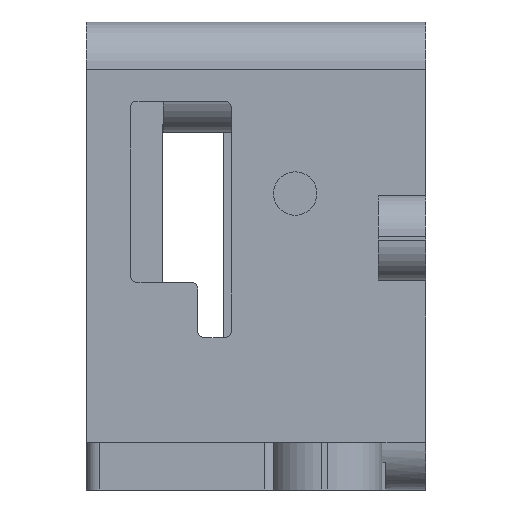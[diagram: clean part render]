
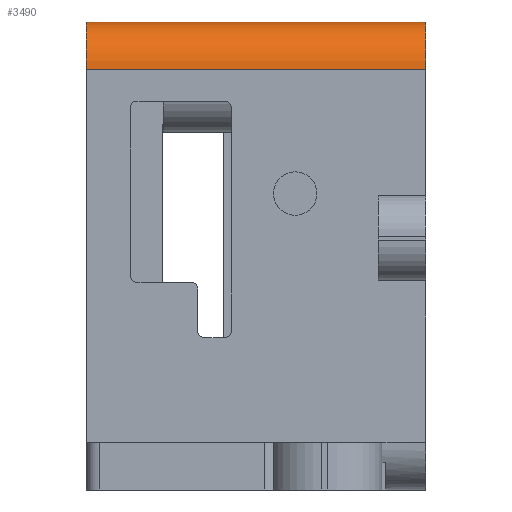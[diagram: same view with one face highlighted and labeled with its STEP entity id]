
A CAD part, left-side view. The second image highlights one B-rep face of the part: STEP entity #3490.
In plain terms, the highlighted cylindrical face has radius 3.5 mm (diameter 7 mm), a partial arc.
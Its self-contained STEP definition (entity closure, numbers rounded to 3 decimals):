
#101 = ORIENTED_EDGE ( 'NONE', *, *, #2600, .F. ) ;
#247 = CARTESIAN_POINT ( 'NONE',  ( -60.051, -26.25, 27.734 ) ) ;
#370 = VERTEX_POINT ( 'NONE', #4965 ) ;
#485 = AXIS2_PLACEMENT_3D ( 'NONE', #4266, #3558, #5115 ) ;
#609 = CYLINDRICAL_SURFACE ( 'NONE', #485, 3.5 ) ;
#725 = EDGE_CURVE ( 'NONE', #5015, #1070, #7506, .T. ) ;
#1070 = VERTEX_POINT ( 'NONE', #2533 ) ;
#1714 = EDGE_LOOP ( 'NONE', ( #101, #6836, #1745, #3296 ) ) ;
#1745 = ORIENTED_EDGE ( 'NONE', *, *, #6242, .F. ) ;
#1890 = CARTESIAN_POINT ( 'NONE',  ( -60.051, -3.25, 27.734 ) ) ;
#2154 = DIRECTION ( 'NONE',  ( 0., 1., 0. ) ) ;
#2341 = DIRECTION ( 'NONE',  ( 0., -1., 0. ) ) ;
#2533 = CARTESIAN_POINT ( 'NONE',  ( -60.051, -28.25, 27.734 ) ) ;
#2562 = EDGE_CURVE ( 'NONE', #8149, #370, #3095, .T. ) ;
#2600 = EDGE_CURVE ( 'NONE', #1070, #8149, #3921, .T. ) ;
#2656 = CARTESIAN_POINT ( 'NONE',  ( -60.051, -3.25, 24.234 ) ) ;
#2720 = VECTOR ( 'NONE', #2154, 1000. ) ;
#3095 = LINE ( 'NONE', #8629, #2720 ) ;
#3296 = ORIENTED_EDGE ( 'NONE', *, *, #2562, .F. ) ;
#3490 = ADVANCED_FACE ( 'NONE', ( #6246 ), #609, .T. ) ;
#3558 = DIRECTION ( 'NONE',  ( 0., 1., 0. ) ) ;
#3659 = DIRECTION ( 'NONE',  ( 0., 0., -1. ) ) ;
#3921 = CIRCLE ( 'NONE', #9211, 3.5 ) ;
#4266 = CARTESIAN_POINT ( 'NONE',  ( -60.051, -26.25, 24.234 ) ) ;
#4723 = DIRECTION ( 'NONE',  ( 0., -1., 0. ) ) ;
#4741 = DIRECTION ( 'NONE',  ( 0., 1., 0. ) ) ;
#4965 = CARTESIAN_POINT ( 'NONE',  ( -63.551, -3.25, 24.234 ) ) ;
#5015 = VERTEX_POINT ( 'NONE', #1890 ) ;
#5115 = DIRECTION ( 'NONE',  ( 0., 0., 1. ) ) ;
#5921 = CARTESIAN_POINT ( 'NONE',  ( -60.051, -28.25, 24.234 ) ) ;
#6236 = DIRECTION ( 'NONE',  ( 0., 0., -1. ) ) ;
#6242 = EDGE_CURVE ( 'NONE', #370, #5015, #7464, .T. ) ;
#6246 = FACE_OUTER_BOUND ( 'NONE', #1714, .T. ) ;
#6250 = AXIS2_PLACEMENT_3D ( 'NONE', #2656, #4741, #6236 ) ;
#6667 = VECTOR ( 'NONE', #4723, 1000. ) ;
#6836 = ORIENTED_EDGE ( 'NONE', *, *, #725, .F. ) ;
#7464 = CIRCLE ( 'NONE', #6250, 3.5 ) ;
#7506 = LINE ( 'NONE', #247, #6667 ) ;
#8043 = CARTESIAN_POINT ( 'NONE',  ( -63.551, -28.25, 24.234 ) ) ;
#8149 = VERTEX_POINT ( 'NONE', #8043 ) ;
#8629 = CARTESIAN_POINT ( 'NONE',  ( -63.551, -26.25, 24.234 ) ) ;
#9211 = AXIS2_PLACEMENT_3D ( 'NONE', #5921, #2341, #3659 ) ;
